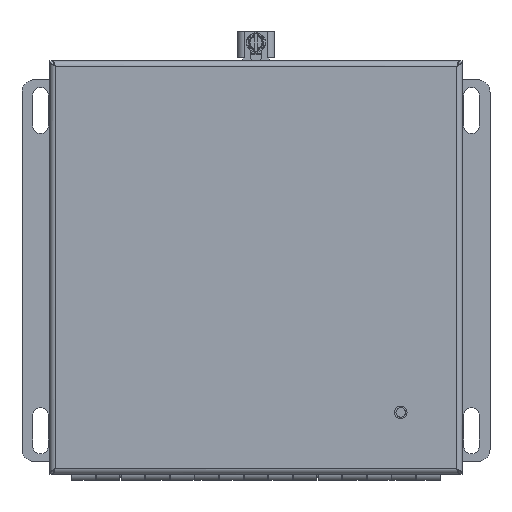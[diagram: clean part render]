
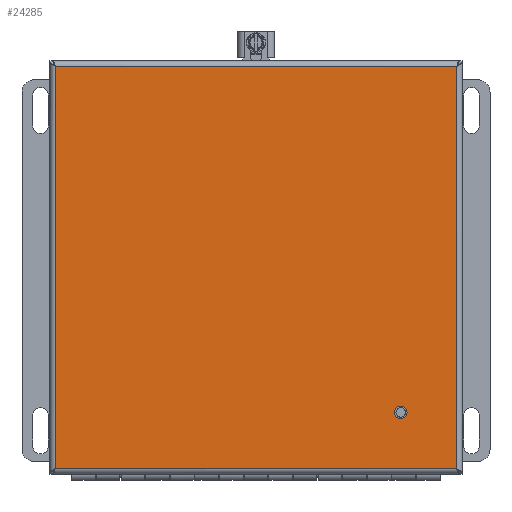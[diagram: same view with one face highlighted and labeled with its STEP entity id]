
A CAD part, top view. The second image highlights one B-rep face of the part: STEP entity #24285.
In plain terms, the highlighted planar face has unit normal (0, 0, 1).
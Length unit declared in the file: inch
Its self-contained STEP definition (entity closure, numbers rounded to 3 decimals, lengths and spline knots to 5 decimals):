
#237 = VECTOR ( 'NONE', #35331, 39.37008 ) ;
#2040 = LINE ( 'NONE', #21685, #45629 ) ;
#4587 = CARTESIAN_POINT ( 'NONE',  ( 8.138, -0.023, 4.185 ) ) ;
#4856 = VERTEX_POINT ( 'NONE', #47077 ) ;
#6897 = FACE_OUTER_BOUND ( 'NONE', #26262, .T. ) ;
#7299 = EDGE_CURVE ( 'NONE', #44732, #13610, #2040, .T. ) ;
#9319 = CARTESIAN_POINT ( 'NONE',  ( 8.138, 8.138, 4.185 ) ) ;
#10013 = EDGE_CURVE ( 'NONE', #42931, #42931, #23430, .T. ) ;
#13610 = VERTEX_POINT ( 'NONE', #9319 ) ;
#13908 = DIRECTION ( 'NONE',  ( 0., 1., 0. ) ) ;
#15114 = ORIENTED_EDGE ( 'NONE', *, *, #24435, .T. ) ;
#16021 = ORIENTED_EDGE ( 'NONE', *, *, #16931, .T. ) ;
#16931 = EDGE_CURVE ( 'NONE', #13610, #4856, #20780, .T. ) ;
#20780 = LINE ( 'NONE', #36576, #46903 ) ;
#21439 = DIRECTION ( 'NONE',  ( 1., 0., 0. ) ) ;
#21685 = CARTESIAN_POINT ( 'NONE',  ( 8.138, 8.25, 4.185 ) ) ;
#22305 = ORIENTED_EDGE ( 'NONE', *, *, #10013, .T. ) ;
#23430 = CIRCLE ( 'NONE', #35001, 0.09655 ) ;
#23946 = EDGE_CURVE ( 'NONE', #4856, #31434, #40635, .T. ) ;
#24285 = ADVANCED_FACE ( 'NONE', ( #42457, #6897 ), #45997, .T. ) ;
#24435 = EDGE_CURVE ( 'NONE', #31434, #44732, #41853, .T. ) ;
#26047 = DIRECTION ( 'NONE',  ( 0., 0., 1. ) ) ;
#26168 = CARTESIAN_POINT ( 'NONE',  ( -0.013, -0.023, 4.185 ) ) ;
#26262 = EDGE_LOOP ( 'NONE', ( #16021, #48624, #15114, #37143 ) ) ;
#26301 = CARTESIAN_POINT ( 'NONE',  ( 8.25, 8.25, 4.185 ) ) ;
#31434 = VERTEX_POINT ( 'NONE', #26168 ) ;
#32705 = DIRECTION ( 'NONE',  ( -1., 0., 0. ) ) ;
#33316 = AXIS2_PLACEMENT_3D ( 'NONE', #26301, #26047, #42358 ) ;
#35001 = AXIS2_PLACEMENT_3D ( 'NONE', #49919, #45018, #21439 ) ;
#35331 = DIRECTION ( 'NONE',  ( 0., -1., 0. ) ) ;
#36576 = CARTESIAN_POINT ( 'NONE',  ( 8.25, 8.138, 4.185 ) ) ;
#36764 = CARTESIAN_POINT ( 'NONE',  ( -0.013, 8.25, 4.185 ) ) ;
#37143 = ORIENTED_EDGE ( 'NONE', *, *, #7299, .T. ) ;
#37434 = CARTESIAN_POINT ( 'NONE',  ( 8.25, -0.023, 4.185 ) ) ;
#37915 = EDGE_LOOP ( 'NONE', ( #22305 ) ) ;
#40635 = LINE ( 'NONE', #36764, #237 ) ;
#40745 = VECTOR ( 'NONE', #49366, 39.37008 ) ;
#41853 = LINE ( 'NONE', #37434, #40745 ) ;
#42358 = DIRECTION ( 'NONE',  ( 1., 0., 0. ) ) ;
#42457 = FACE_BOUND ( 'NONE', #37915, .T. ) ;
#42931 = VERTEX_POINT ( 'NONE', #43935 ) ;
#43935 = CARTESIAN_POINT ( 'NONE',  ( 7.09655, 1.115, 4.185 ) ) ;
#44732 = VERTEX_POINT ( 'NONE', #4587 ) ;
#45018 = DIRECTION ( 'NONE',  ( 0., 0., -1. ) ) ;
#45629 = VECTOR ( 'NONE', #13908, 39.37008 ) ;
#45997 = PLANE ( 'NONE',  #33316 ) ;
#46903 = VECTOR ( 'NONE', #32705, 39.37008 ) ;
#47077 = CARTESIAN_POINT ( 'NONE',  ( -0.013, 8.138, 4.185 ) ) ;
#48624 = ORIENTED_EDGE ( 'NONE', *, *, #23946, .T. ) ;
#49366 = DIRECTION ( 'NONE',  ( 1., 0., 0. ) ) ;
#49919 = CARTESIAN_POINT ( 'NONE',  ( 7., 1.115, 4.185 ) ) ;
